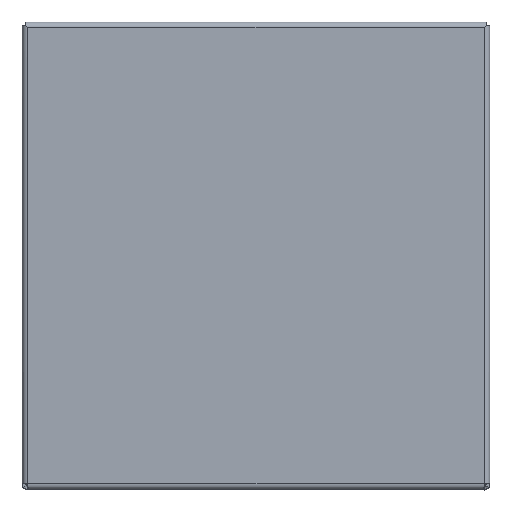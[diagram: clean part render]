
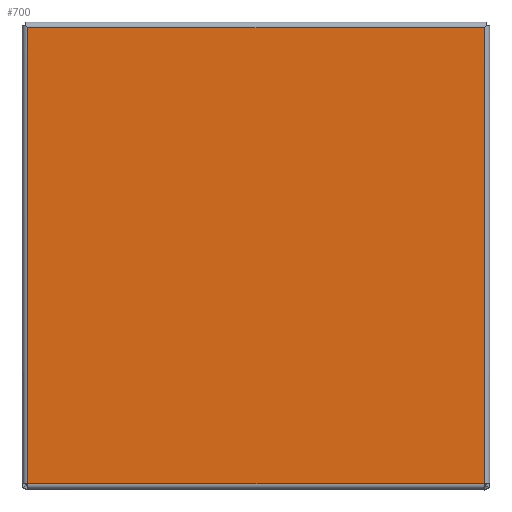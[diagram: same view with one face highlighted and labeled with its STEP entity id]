
A CAD part, top view. The second image highlights one B-rep face of the part: STEP entity #700.
In plain terms, the highlighted planar face has unit normal (0, 0, 1).
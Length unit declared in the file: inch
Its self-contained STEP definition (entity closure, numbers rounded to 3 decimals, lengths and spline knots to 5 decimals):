
#8 = ORIENTED_EDGE ( 'NONE', *, *, #881, .F. ) ;
#19 = CARTESIAN_POINT ( 'NONE',  ( 0.143, 11.762, 8. ) ) ;
#25 = CARTESIAN_POINT ( 'NONE',  ( 0.143, 11.762, 8. ) ) ;
#271 = ORIENTED_EDGE ( 'NONE', *, *, #1778, .F. ) ;
#291 = VERTEX_POINT ( 'NONE', #1884 ) ;
#321 = DIRECTION ( 'NONE',  ( 0., -1., 0. ) ) ;
#380 = VECTOR ( 'NONE', #321, 39.37008 ) ;
#387 = DIRECTION ( 'NONE',  ( 1., 0., 0. ) ) ;
#426 = CARTESIAN_POINT ( 'NONE',  ( 11.857, 0.048, 8. ) ) ;
#656 = LINE ( 'NONE', #844, #2373 ) ;
#684 = PLANE ( 'NONE',  #1046 ) ;
#700 = ADVANCED_FACE ( 'NONE', ( #1288 ), #684, .T. ) ;
#702 = LINE ( 'NONE', #1436, #380 ) ;
#749 = CARTESIAN_POINT ( 'NONE',  ( 11.857, 11.762, 8. ) ) ;
#844 = CARTESIAN_POINT ( 'NONE',  ( 0.143, 0.048, 8. ) ) ;
#881 = EDGE_CURVE ( 'NONE', #2514, #291, #656, .T. ) ;
#883 = EDGE_CURVE ( 'NONE', #1371, #2514, #702, .T. ) ;
#902 = DIRECTION ( 'NONE',  ( 1., 0., 0. ) ) ;
#951 = ORIENTED_EDGE ( 'NONE', *, *, #1412, .F. ) ;
#968 = DIRECTION ( 'NONE',  ( 0., 1., 0. ) ) ;
#1046 = AXIS2_PLACEMENT_3D ( 'NONE', #1271, #2058, #902 ) ;
#1245 = CARTESIAN_POINT ( 'NONE',  ( 0.143, 11.762, 8. ) ) ;
#1271 = CARTESIAN_POINT ( 'NONE',  ( 0., 0., 8. ) ) ;
#1285 = ORIENTED_EDGE ( 'NONE', *, *, #883, .F. ) ;
#1288 = FACE_OUTER_BOUND ( 'NONE', #1915, .T. ) ;
#1347 = LINE ( 'NONE', #25, #2498 ) ;
#1362 = VECTOR ( 'NONE', #968, 39.37008 ) ;
#1371 = VERTEX_POINT ( 'NONE', #749 ) ;
#1412 = EDGE_CURVE ( 'NONE', #291, #2501, #2528, .T. ) ;
#1436 = CARTESIAN_POINT ( 'NONE',  ( 11.857, 0.048, 8. ) ) ;
#1625 = DIRECTION ( 'NONE',  ( -1., 0., 0. ) ) ;
#1778 = EDGE_CURVE ( 'NONE', #2501, #1371, #1347, .T. ) ;
#1884 = CARTESIAN_POINT ( 'NONE',  ( 0.143, 0.048, 8. ) ) ;
#1915 = EDGE_LOOP ( 'NONE', ( #1285, #271, #951, #8 ) ) ;
#2058 = DIRECTION ( 'NONE',  ( 0., 0., 1. ) ) ;
#2373 = VECTOR ( 'NONE', #1625, 39.37008 ) ;
#2498 = VECTOR ( 'NONE', #387, 39.37008 ) ;
#2501 = VERTEX_POINT ( 'NONE', #1245 ) ;
#2514 = VERTEX_POINT ( 'NONE', #426 ) ;
#2528 = LINE ( 'NONE', #19, #1362 ) ;
